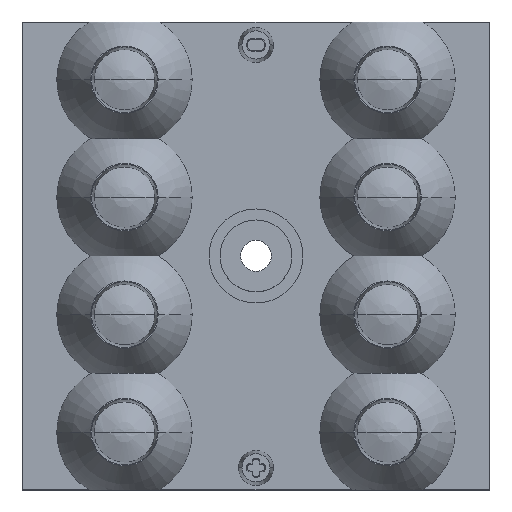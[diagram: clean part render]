
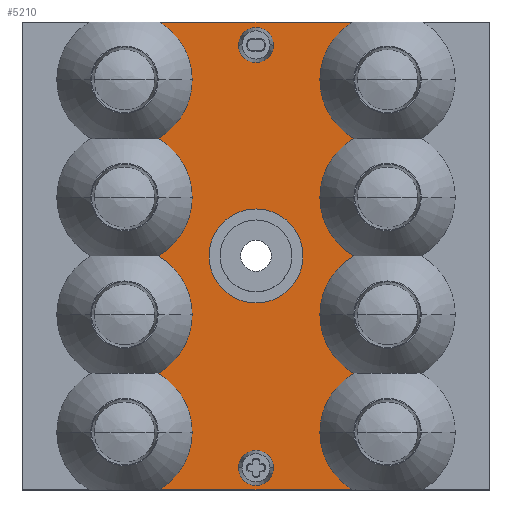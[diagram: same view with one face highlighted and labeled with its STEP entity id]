
A CAD part, top view. The second image highlights one B-rep face of the part: STEP entity #5210.
In plain terms, the highlighted planar face has unit normal (0, 0, 1).
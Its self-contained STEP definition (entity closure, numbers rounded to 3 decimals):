
#51=CARTESIAN_POINT('',(3.745,-6.15,-6.));
#87=CARTESIAN_POINT('',(14.,41.2,-6.));
#88=DIRECTION('',(0.,0.,1.));
#89=DIRECTION('',(1.,0.,0.));
#90=AXIS2_PLACEMENT_3D('',#87,#88,#89);
#92=CARTESIAN_POINT('',(14.,41.2,-6.));
#93=DIRECTION('',(0.,0.,1.));
#94=DIRECTION('',(-1.,0.,0.));
#95=AXIS2_PLACEMENT_3D('',#92,#93,#94);
#97=CARTESIAN_POINT('',(14.,-3.8,-6.));
#98=DIRECTION('',(0.,0.,1.));
#99=DIRECTION('',(-1.,0.,0.));
#100=AXIS2_PLACEMENT_3D('',#97,#98,#99);
#102=CARTESIAN_POINT('',(14.,-3.8,-6.));
#103=DIRECTION('',(0.,0.,1.));
#104=DIRECTION('',(1.,0.,0.));
#105=AXIS2_PLACEMENT_3D('',#102,#103,#104);
#107=DIRECTION('',(-1.,0.,0.));
#108=VECTOR('',#107,20.509);
#109=CARTESIAN_POINT('',(24.255,-6.15,-6.));
#110=LINE('',#109,#108);
#111=CARTESIAN_POINT('',(0.,0.,-6.));
#112=DIRECTION('',(0.,0.,1.));
#113=DIRECTION('',(0.52,-0.854,0.));
#114=AXIS2_PLACEMENT_3D('',#111,#112,#113);
#116=CARTESIAN_POINT('',(0.,0.,-6.));
#117=DIRECTION('',(0.,0.,1.));
#118=DIRECTION('',(1.,0.,0.));
#119=AXIS2_PLACEMENT_3D('',#116,#117,#118);
#121=CARTESIAN_POINT('',(0.,12.5,-6.));
#122=DIRECTION('',(0.,0.,1.));
#123=DIRECTION('',(0.497,-0.868,0.));
#124=AXIS2_PLACEMENT_3D('',#121,#122,#123);
#126=CARTESIAN_POINT('',(0.,12.5,-6.));
#127=DIRECTION('',(0.,0.,1.));
#128=DIRECTION('',(1.,0.,0.));
#129=AXIS2_PLACEMENT_3D('',#126,#127,#128);
#131=CARTESIAN_POINT('',(0.,25.,-6.));
#132=DIRECTION('',(0.,0.,1.));
#133=DIRECTION('',(0.497,-0.868,0.));
#134=AXIS2_PLACEMENT_3D('',#131,#132,#133);
#136=CARTESIAN_POINT('',(0.,25.,-6.));
#137=DIRECTION('',(0.,0.,1.));
#138=DIRECTION('',(1.,0.,0.));
#139=AXIS2_PLACEMENT_3D('',#136,#137,#138);
#141=CARTESIAN_POINT('',(0.,37.5,-6.));
#142=DIRECTION('',(0.,0.,1.));
#143=DIRECTION('',(0.497,-0.868,0.));
#144=AXIS2_PLACEMENT_3D('',#141,#142,#143);
#146=CARTESIAN_POINT('',(0.,37.5,-6.));
#147=DIRECTION('',(0.,0.,1.));
#148=DIRECTION('',(1.,0.,0.));
#149=AXIS2_PLACEMENT_3D('',#146,#147,#148);
#151=CARTESIAN_POINT('',(28.,37.5,-6.));
#152=DIRECTION('',(0.,0.,1.));
#153=DIRECTION('',(-0.52,0.854,0.));
#154=AXIS2_PLACEMENT_3D('',#151,#152,#153);
#156=CARTESIAN_POINT('',(28.,37.5,-6.));
#157=DIRECTION('',(0.,0.,1.));
#158=DIRECTION('',(-1.,0.,0.));
#159=AXIS2_PLACEMENT_3D('',#156,#157,#158);
#161=CARTESIAN_POINT('',(28.,25.,-6.));
#162=DIRECTION('',(0.,0.,1.));
#163=DIRECTION('',(-0.497,0.868,0.));
#164=AXIS2_PLACEMENT_3D('',#161,#162,#163);
#166=CARTESIAN_POINT('',(28.,25.,-6.));
#167=DIRECTION('',(0.,0.,1.));
#168=DIRECTION('',(-1.,0.,0.));
#169=AXIS2_PLACEMENT_3D('',#166,#167,#168);
#171=CARTESIAN_POINT('',(28.,12.5,-6.));
#172=DIRECTION('',(0.,0.,1.));
#173=DIRECTION('',(-0.497,0.868,0.));
#174=AXIS2_PLACEMENT_3D('',#171,#172,#173);
#176=CARTESIAN_POINT('',(28.,12.5,-6.));
#177=DIRECTION('',(0.,0.,1.));
#178=DIRECTION('',(-1.,0.,0.));
#179=AXIS2_PLACEMENT_3D('',#176,#177,#178);
#181=CARTESIAN_POINT('',(28.,0.,-6.));
#182=DIRECTION('',(0.,0.,1.));
#183=DIRECTION('',(-0.497,0.868,0.));
#184=AXIS2_PLACEMENT_3D('',#181,#182,#183);
#186=CARTESIAN_POINT('',(28.,0.,-6.));
#187=DIRECTION('',(0.,0.,1.));
#188=DIRECTION('',(-1.,0.,0.));
#189=AXIS2_PLACEMENT_3D('',#186,#187,#188);
#191=CARTESIAN_POINT('',(14.,18.75,-6.));
#192=DIRECTION('',(0.,0.,1.));
#193=DIRECTION('',(1.,0.,0.));
#194=AXIS2_PLACEMENT_3D('',#191,#192,#193);
#196=CARTESIAN_POINT('',(14.,18.75,-6.));
#197=DIRECTION('',(0.,0.,1.));
#198=DIRECTION('',(-1.,0.,0.));
#199=AXIS2_PLACEMENT_3D('',#196,#197,#198);
#792=CARTESIAN_POINT('',(7.201,0.,-6.));
#848=DIRECTION('',(-1.,0.,0.));
#849=VECTOR('',#848,20.509);
#850=CARTESIAN_POINT('',(24.255,43.65,-6.));
#851=LINE('',#850,#849);
#3358=CARTESIAN_POINT('',(24.255,-6.15,-6.));
#3943=VERTEX_POINT('',#792);
#3944=CARTESIAN_POINT('',(3.576,6.25,-6.));
#3945=VERTEX_POINT('',#3944);
#3946=CARTESIAN_POINT('',(7.201,12.5,-6.));
#3947=VERTEX_POINT('',#3946);
#3948=CARTESIAN_POINT('',(3.576,18.75,-6.));
#3949=VERTEX_POINT('',#3948);
#3950=CARTESIAN_POINT('',(7.201,25.,-6.));
#3951=VERTEX_POINT('',#3950);
#3952=CARTESIAN_POINT('',(3.576,31.25,-6.));
#3953=VERTEX_POINT('',#3952);
#3954=CARTESIAN_POINT('',(7.201,37.5,-6.));
#3955=VERTEX_POINT('',#3954);
#3956=CARTESIAN_POINT('',(20.799,37.5,-6.));
#3957=CARTESIAN_POINT('',(24.424,31.25,-6.));
#3958=VERTEX_POINT('',#3956);
#3959=VERTEX_POINT('',#3957);
#3960=CARTESIAN_POINT('',(20.799,25.,-6.));
#3961=VERTEX_POINT('',#3960);
#3962=CARTESIAN_POINT('',(24.424,18.75,-6.));
#3963=VERTEX_POINT('',#3962);
#3964=CARTESIAN_POINT('',(20.799,12.5,-6.));
#3965=VERTEX_POINT('',#3964);
#3966=CARTESIAN_POINT('',(24.424,6.25,-6.));
#3967=VERTEX_POINT('',#3966);
#3968=CARTESIAN_POINT('',(20.799,0.,
-6.));
#3969=VERTEX_POINT('',#3968);
#3970=CARTESIAN_POINT('',(19.,18.75,-6.));
#3971=CARTESIAN_POINT('',(9.,18.75,-6.));
#3972=VERTEX_POINT('',#3970);
#3973=VERTEX_POINT('',#3971);
#4984=VERTEX_POINT('',#51);
#4987=VERTEX_POINT('',#3358);
#4996=CARTESIAN_POINT('',(3.745,43.65,-6.));
#4997=VERTEX_POINT('',#4996);
#4998=CARTESIAN_POINT('',(24.255,43.65,-6.));
#4999=VERTEX_POINT('',#4998);
#5012=CARTESIAN_POINT('',(12.141,-3.8,-6.));
#5013=CARTESIAN_POINT('',(15.859,-3.8,-6.));
#5014=VERTEX_POINT('',#5012);
#5015=VERTEX_POINT('',#5013);
#5016=CARTESIAN_POINT('',(15.859,41.2,-6.));
#5017=CARTESIAN_POINT('',(12.141,41.2,-6.));
#5018=VERTEX_POINT('',#5016);
#5019=VERTEX_POINT('',#5017);
#5151=CARTESIAN_POINT('',(0.,0.,-6.));
#5152=DIRECTION('',(0.,0.,1.));
#5153=DIRECTION('',(1.,0.,0.));
#5154=AXIS2_PLACEMENT_3D('',#5151,#5152,#5153);
#5155=PLANE('',#5154);
#5156=ORIENTED_EDGE('',*,*,#5133,.T.);
#5157=ORIENTED_EDGE('',*,*,#5123,.T.);
#5159=ORIENTED_EDGE('',*,*,#5158,.T.);
#5161=ORIENTED_EDGE('',*,*,#5160,.T.);
#5163=ORIENTED_EDGE('',*,*,#5162,.T.);
#5165=ORIENTED_EDGE('',*,*,#5164,.T.);
#5167=ORIENTED_EDGE('',*,*,#5166,.T.);
#5169=ORIENTED_EDGE('',*,*,#5168,.T.);
#5171=ORIENTED_EDGE('',*,*,#5170,.T.);
#5173=ORIENTED_EDGE('',*,*,#5172,.F.);
#5175=ORIENTED_EDGE('',*,*,#5174,.T.);
#5177=ORIENTED_EDGE('',*,*,#5176,.T.);
#5179=ORIENTED_EDGE('',*,*,#5178,.T.);
#5181=ORIENTED_EDGE('',*,*,#5180,.T.);
#5183=ORIENTED_EDGE('',*,*,#5182,.T.);
#5185=ORIENTED_EDGE('',*,*,#5184,.T.);
#5187=ORIENTED_EDGE('',*,*,#5186,.T.);
#5189=ORIENTED_EDGE('',*,*,#5188,.T.);
#5190=EDGE_LOOP('',(#5156,#5157,#5159,#5161,#5163,#5165,#5167,#5169,#5171,#5173,
#5175,#5177,#5179,#5181,#5183,#5185,#5187,#5189));
#5191=FACE_OUTER_BOUND('',#5190,.F.);
#5193=ORIENTED_EDGE('',*,*,#5192,.T.);
#5195=ORIENTED_EDGE('',*,*,#5194,.T.);
#5196=EDGE_LOOP('',(#5193,#5195));
#5197=FACE_BOUND('',#5196,.F.);
#5199=ORIENTED_EDGE('',*,*,#5198,.T.);
#5201=ORIENTED_EDGE('',*,*,#5200,.T.);
#5202=EDGE_LOOP('',(#5199,#5201));
#5203=FACE_BOUND('',#5202,.F.);
#5205=ORIENTED_EDGE('',*,*,#5204,.T.);
#5207=ORIENTED_EDGE('',*,*,#5206,.T.);
#5208=EDGE_LOOP('',(#5205,#5207));
#5209=FACE_BOUND('',#5208,.F.);
#91=CIRCLE('',#90,1.859);
#96=CIRCLE('',#95,1.859);
#101=CIRCLE('',#100,1.859);
#106=CIRCLE('',#105,1.859);
#115=CIRCLE('',#114,7.201);
#120=CIRCLE('',#119,7.201);
#125=CIRCLE('',#124,7.201);
#130=CIRCLE('',#129,7.201);
#135=CIRCLE('',#134,7.201);
#140=CIRCLE('',#139,7.201);
#145=CIRCLE('',#144,7.201);
#150=CIRCLE('',#149,7.201);
#155=CIRCLE('',#154,7.201);
#160=CIRCLE('',#159,7.201);
#165=CIRCLE('',#164,7.201);
#170=CIRCLE('',#169,7.201);
#175=CIRCLE('',#174,7.201);
#180=CIRCLE('',#179,7.201);
#185=CIRCLE('',#184,7.201);
#190=CIRCLE('',#189,7.201);
#195=CIRCLE('',#194,5.);
#200=CIRCLE('',#199,5.);
#5123=EDGE_CURVE('',#4984,#3943,#115,.T.);
#5133=EDGE_CURVE('',#4987,#4984,#110,.T.);
#5158=EDGE_CURVE('',#3943,#3945,#120,.T.);
#5160=EDGE_CURVE('',#3945,#3947,#125,.T.);
#5162=EDGE_CURVE('',#3947,#3949,#130,.T.);
#5164=EDGE_CURVE('',#3949,#3951,#135,.T.);
#5166=EDGE_CURVE('',#3951,#3953,#140,.T.);
#5168=EDGE_CURVE('',#3953,#3955,#145,.T.);
#5170=EDGE_CURVE('',#3955,#4997,#150,.T.);
#5172=EDGE_CURVE('',#4999,#4997,#851,.T.);
#5174=EDGE_CURVE('',#4999,#3958,#155,.T.);
#5176=EDGE_CURVE('',#3958,#3959,#160,.T.);
#5178=EDGE_CURVE('',#3959,#3961,#165,.T.);
#5180=EDGE_CURVE('',#3961,#3963,#170,.T.);
#5182=EDGE_CURVE('',#3963,#3965,#175,.T.);
#5184=EDGE_CURVE('',#3965,#3967,#180,.T.);
#5186=EDGE_CURVE('',#3967,#3969,#185,.T.);
#5188=EDGE_CURVE('',#3969,#4987,#190,.T.);
#5192=EDGE_CURVE('',#5014,#5015,#101,.T.);
#5194=EDGE_CURVE('',#5015,#5014,#106,.T.);
#5198=EDGE_CURVE('',#5018,#5019,#91,.T.);
#5200=EDGE_CURVE('',#5019,#5018,#96,.T.);
#5204=EDGE_CURVE('',#3972,#3973,#195,.T.);
#5206=EDGE_CURVE('',#3973,#3972,#200,.T.);
#5210=ADVANCED_FACE('',(#5191,#5197,#5203,#5209),#5155,.T.);
